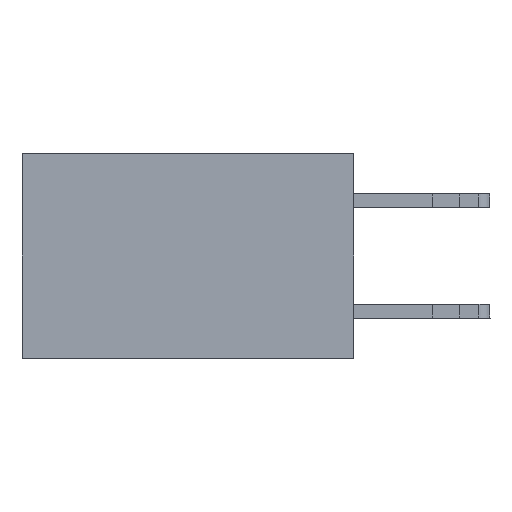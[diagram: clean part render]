
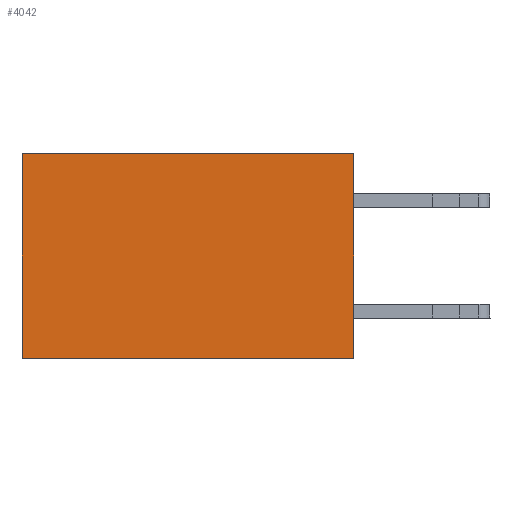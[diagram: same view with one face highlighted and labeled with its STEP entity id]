
A CAD part, left-side view. The second image highlights one B-rep face of the part: STEP entity #4042.
In plain terms, the highlighted planar face has unit normal (-1, 0, 0).
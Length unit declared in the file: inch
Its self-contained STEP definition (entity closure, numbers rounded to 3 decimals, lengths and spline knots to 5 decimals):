
#218 = DIRECTION ( 'NONE',  ( 1., 0., 0. ) ) ;
#313 = LINE ( 'NONE', #14455, #16120 ) ;
#347 = EDGE_CURVE ( 'NONE', #4841, #10205, #18109, .T. ) ;
#348 = DIRECTION ( 'NONE',  ( 0., 0., -1. ) ) ;
#594 = ORIENTED_EDGE ( 'NONE', *, *, #16609, .F. ) ;
#1272 = LINE ( 'NONE', #8334, #17776 ) ;
#1952 = FACE_OUTER_BOUND ( 'NONE', #9775, .T. ) ;
#2581 = ORIENTED_EDGE ( 'NONE', *, *, #2624, .T. ) ;
#2624 = EDGE_CURVE ( 'NONE', #18871, #10205, #313, .T. ) ;
#3586 = CARTESIAN_POINT ( 'NONE',  ( 0.2875, 0., 0. ) ) ;
#3670 = ORIENTED_EDGE ( 'NONE', *, *, #13329, .T. ) ;
#3847 = VECTOR ( 'NONE', #9274, 39.37008 ) ;
#4042 = ADVANCED_FACE ( 'NONE', ( #1952 ), #17606, .F. ) ;
#4841 = VERTEX_POINT ( 'NONE', #18609 ) ;
#5640 = DIRECTION ( 'NONE',  ( 0., 0., -1. ) ) ;
#5690 = CARTESIAN_POINT ( 'NONE',  ( 0.2875, 0., -0.37 ) ) ;
#6716 = DIRECTION ( 'NONE',  ( 0., 1., 0. ) ) ;
#7277 = DIRECTION ( 'NONE',  ( 0., 0., -1. ) ) ;
#7399 = ORIENTED_EDGE ( 'NONE', *, *, #347, .F. ) ;
#7409 = LINE ( 'NONE', #20049, #21904 ) ;
#8334 = CARTESIAN_POINT ( 'NONE',  ( 0.2875, 0., 0. ) ) ;
#9010 = CARTESIAN_POINT ( 'NONE',  ( 0.2875, 0., 0. ) ) ;
#9274 = DIRECTION ( 'NONE',  ( 0., 1., 0. ) ) ;
#9775 = EDGE_LOOP ( 'NONE', ( #2581, #7399, #594, #3670 ) ) ;
#10205 = VERTEX_POINT ( 'NONE', #11128 ) ;
#11128 = CARTESIAN_POINT ( 'NONE',  ( 0.2875, 0.6, -0.37 ) ) ;
#13329 = EDGE_CURVE ( 'NONE', #13393, #18871, #1272, .T. ) ;
#13393 = VERTEX_POINT ( 'NONE', #3586 ) ;
#14455 = CARTESIAN_POINT ( 'NONE',  ( 0.2875, 0.6, 0. ) ) ;
#16120 = VECTOR ( 'NONE', #5640, 39.37008 ) ;
#16270 = CARTESIAN_POINT ( 'NONE',  ( 0.2875, 0.6, 0. ) ) ;
#16609 = EDGE_CURVE ( 'NONE', #13393, #4841, #7409, .T. ) ;
#17606 = PLANE ( 'NONE',  #19623 ) ;
#17776 = VECTOR ( 'NONE', #6716, 39.37008 ) ;
#18109 = LINE ( 'NONE', #5690, #3847 ) ;
#18609 = CARTESIAN_POINT ( 'NONE',  ( 0.2875, 0., -0.37 ) ) ;
#18871 = VERTEX_POINT ( 'NONE', #16270 ) ;
#19623 = AXIS2_PLACEMENT_3D ( 'NONE', #9010, #218, #7277 ) ;
#20049 = CARTESIAN_POINT ( 'NONE',  ( 0.2875, 0., 0. ) ) ;
#21904 = VECTOR ( 'NONE', #348, 39.37008 ) ;
